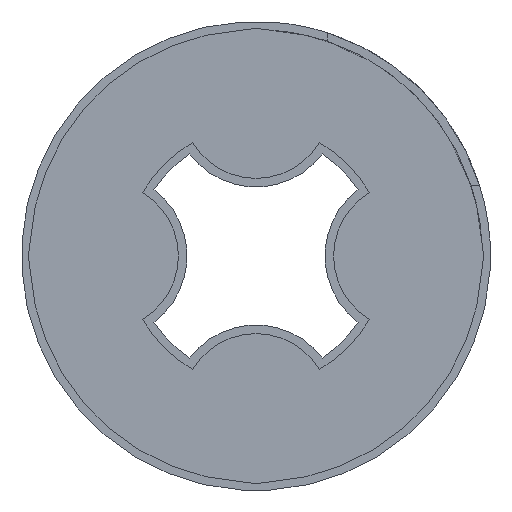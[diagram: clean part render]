
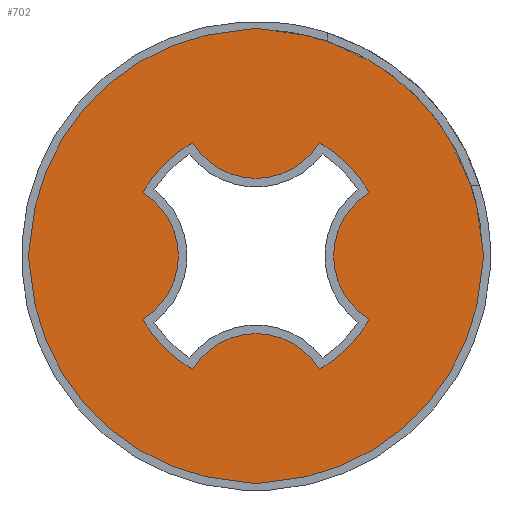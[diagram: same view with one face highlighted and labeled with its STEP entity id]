
A CAD part, front view. The second image highlights one B-rep face of the part: STEP entity #702.
In plain terms, the highlighted planar face has unit normal (0, -1, 0).
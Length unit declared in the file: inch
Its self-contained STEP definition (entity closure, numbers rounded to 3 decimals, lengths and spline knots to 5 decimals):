
#15=FACE_BOUND('',#158,.T.);
#62=CIRCLE('',#764,1.11571);
#63=CIRCLE('',#766,0.37);
#64=CIRCLE('',#768,1.11571);
#65=CIRCLE('',#770,0.37);
#66=CIRCLE('',#772,1.11571);
#67=CIRCLE('',#774,0.37);
#68=CIRCLE('',#776,1.11571);
#69=CIRCLE('',#778,0.37);
#70=CIRCLE('',#780,0.3675);
#71=CIRCLE('',#781,0.64);
#72=CIRCLE('',#782,0.3675);
#73=CIRCLE('',#783,0.64);
#74=CIRCLE('',#784,0.3675);
#75=CIRCLE('',#785,0.64);
#76=CIRCLE('',#786,0.3675);
#77=CIRCLE('',#787,0.64);
#118=FACE_OUTER_BOUND('',#157,.T.);
#157=EDGE_LOOP('',(#531,#532,#533,#534,#535,#536,#537,#538));
#158=EDGE_LOOP('',(#539,#540,#541,#542,#543,#544,#545,#546));
#307=VERTEX_POINT('',#1148);
#308=VERTEX_POINT('',#1150);
#309=VERTEX_POINT('',#1154);
#310=VERTEX_POINT('',#1158);
#311=VERTEX_POINT('',#1162);
#312=VERTEX_POINT('',#1166);
#313=VERTEX_POINT('',#1170);
#314=VERTEX_POINT('',#1174);
#315=VERTEX_POINT('',#1180);
#316=VERTEX_POINT('',#1181);
#317=VERTEX_POINT('',#1183);
#318=VERTEX_POINT('',#1185);
#319=VERTEX_POINT('',#1187);
#320=VERTEX_POINT('',#1189);
#321=VERTEX_POINT('',#1191);
#322=VERTEX_POINT('',#1193);
#384=EDGE_CURVE('',#308,#307,#62,.T.);
#386=EDGE_CURVE('',#309,#308,#63,.T.);
#388=EDGE_CURVE('',#310,#309,#64,.T.);
#390=EDGE_CURVE('',#311,#310,#65,.T.);
#392=EDGE_CURVE('',#312,#311,#66,.T.);
#394=EDGE_CURVE('',#313,#312,#67,.T.);
#396=EDGE_CURVE('',#314,#313,#68,.T.);
#398=EDGE_CURVE('',#307,#314,#69,.T.);
#399=EDGE_CURVE('',#315,#316,#70,.T.);
#400=EDGE_CURVE('',#316,#317,#71,.T.);
#401=EDGE_CURVE('',#317,#318,#72,.T.);
#402=EDGE_CURVE('',#318,#319,#73,.T.);
#403=EDGE_CURVE('',#319,#320,#74,.T.);
#404=EDGE_CURVE('',#320,#321,#75,.T.);
#405=EDGE_CURVE('',#321,#322,#76,.T.);
#406=EDGE_CURVE('',#322,#315,#77,.T.);
#531=ORIENTED_EDGE('',*,*,#384,.T.);
#532=ORIENTED_EDGE('',*,*,#398,.T.);
#533=ORIENTED_EDGE('',*,*,#396,.T.);
#534=ORIENTED_EDGE('',*,*,#394,.T.);
#535=ORIENTED_EDGE('',*,*,#392,.T.);
#536=ORIENTED_EDGE('',*,*,#390,.T.);
#537=ORIENTED_EDGE('',*,*,#388,.T.);
#538=ORIENTED_EDGE('',*,*,#386,.T.);
#539=ORIENTED_EDGE('',*,*,#399,.T.);
#540=ORIENTED_EDGE('',*,*,#400,.T.);
#541=ORIENTED_EDGE('',*,*,#401,.T.);
#542=ORIENTED_EDGE('',*,*,#402,.T.);
#543=ORIENTED_EDGE('',*,*,#403,.T.);
#544=ORIENTED_EDGE('',*,*,#404,.T.);
#545=ORIENTED_EDGE('',*,*,#405,.T.);
#546=ORIENTED_EDGE('',*,*,#406,.T.);
#683=PLANE('',#779);
#702=ADVANCED_FACE('',(#118,#15),#683,.F.);
#764=AXIS2_PLACEMENT_3D('',#1151,#899,#900);
#766=AXIS2_PLACEMENT_3D('',#1155,#904,#905);
#768=AXIS2_PLACEMENT_3D('',#1159,#909,#910);
#770=AXIS2_PLACEMENT_3D('',#1163,#914,#915);
#772=AXIS2_PLACEMENT_3D('',#1167,#919,#920);
#774=AXIS2_PLACEMENT_3D('',#1171,#924,#925);
#776=AXIS2_PLACEMENT_3D('',#1175,#929,#930);
#778=AXIS2_PLACEMENT_3D('',#1178,#934,#935);
#779=AXIS2_PLACEMENT_3D('',#1179,#936,#937);
#780=AXIS2_PLACEMENT_3D('',#1182,#938,#939);
#781=AXIS2_PLACEMENT_3D('',#1184,#940,#941);
#782=AXIS2_PLACEMENT_3D('',#1186,#942,#943);
#783=AXIS2_PLACEMENT_3D('',#1188,#944,#945);
#784=AXIS2_PLACEMENT_3D('',#1190,#946,#947);
#785=AXIS2_PLACEMENT_3D('',#1192,#948,#949);
#786=AXIS2_PLACEMENT_3D('',#1194,#950,#951);
#787=AXIS2_PLACEMENT_3D('',#1195,#952,#953);
#899=DIRECTION('center_axis',(0.,-1.,0.));
#900=DIRECTION('ref_axis',(-0.998,0.,0.061));
#904=DIRECTION('center_axis',(0.,-1.,0.));
#905=DIRECTION('ref_axis',(-0.185,0.,0.983));
#909=DIRECTION('center_axis',(0.,-1.,0.));
#910=DIRECTION('ref_axis',(0.061,0.,0.998));
#914=DIRECTION('center_axis',(0.,-1.,0.));
#915=DIRECTION('ref_axis',(0.983,0.,0.185));
#919=DIRECTION('center_axis',(0.,-1.,0.));
#920=DIRECTION('ref_axis',(0.998,0.,-0.061));
#924=DIRECTION('center_axis',(0.,-1.,0.));
#925=DIRECTION('ref_axis',(0.185,0.,-0.983));
#929=DIRECTION('center_axis',(0.,-1.,0.));
#930=DIRECTION('ref_axis',(-0.061,0.,-0.998));
#934=DIRECTION('center_axis',(0.,-1.,0.));
#935=DIRECTION('ref_axis',(-0.983,0.,-0.185));
#936=DIRECTION('center_axis',(0.,1.,0.));
#937=DIRECTION('ref_axis',(-1.,0.,0.));
#938=DIRECTION('center_axis',(0.,-1.,0.));
#939=DIRECTION('ref_axis',(1.,0.,0.));
#940=DIRECTION('center_axis',(0.,1.,0.));
#941=DIRECTION('ref_axis',(1.,0.,0.));
#942=DIRECTION('center_axis',(0.,-1.,0.));
#943=DIRECTION('ref_axis',(1.,0.,0.));
#944=DIRECTION('center_axis',(0.,1.,0.));
#945=DIRECTION('ref_axis',(1.,0.,0.));
#946=DIRECTION('center_axis',(0.,-1.,0.));
#947=DIRECTION('ref_axis',(1.,0.,0.));
#948=DIRECTION('center_axis',(0.,1.,0.));
#949=DIRECTION('ref_axis',(1.,0.,0.));
#950=DIRECTION('center_axis',(0.,-1.,0.));
#951=DIRECTION('ref_axis',(1.,0.,0.));
#952=DIRECTION('center_axis',(0.,1.,0.));
#953=DIRECTION('ref_axis',(1.,0.,0.));
#1148=CARTESIAN_POINT('',(-1.1136,0.35,0.0685));
#1150=CARTESIAN_POINT('',(-0.0685,0.35,1.1136));
#1151=CARTESIAN_POINT('Origin',(0.,0.35,0.));
#1154=CARTESIAN_POINT('',(0.0685,0.35,1.1136));
#1155=CARTESIAN_POINT('Origin',(0.,0.35,0.75));
#1158=CARTESIAN_POINT('',(1.1136,0.35,0.0685));
#1159=CARTESIAN_POINT('Origin',(0.,0.35,0.));
#1162=CARTESIAN_POINT('',(1.1136,0.35,-0.0685));
#1163=CARTESIAN_POINT('Origin',(0.75,0.35,0.));
#1166=CARTESIAN_POINT('',(0.0685,0.35,-1.1136));
#1167=CARTESIAN_POINT('Origin',(0.,0.35,0.));
#1170=CARTESIAN_POINT('',(-0.0685,0.35,-1.1136));
#1171=CARTESIAN_POINT('Origin',(0.,0.35,-0.75));
#1174=CARTESIAN_POINT('',(-1.1136,0.35,-0.0685));
#1175=CARTESIAN_POINT('Origin',(0.,0.35,0.));
#1178=CARTESIAN_POINT('Origin',(-0.75,0.35,0.));
#1179=CARTESIAN_POINT('Origin',(0.,0.35,0.));
#1180=CARTESIAN_POINT('',(0.55803,0.35,0.31337));
#1181=CARTESIAN_POINT('',(0.55803,0.35,-0.31337));
#1182=CARTESIAN_POINT('Origin',(0.75,0.35,0.));
#1183=CARTESIAN_POINT('',(0.31337,0.35,-0.55803));
#1184=CARTESIAN_POINT('Origin',(0.,0.35,0.));
#1185=CARTESIAN_POINT('',(-0.31337,0.35,-0.55803));
#1186=CARTESIAN_POINT('Origin',(0.,0.35,-0.75));
#1187=CARTESIAN_POINT('',(-0.55803,0.35,-0.31337));
#1188=CARTESIAN_POINT('Origin',(0.,0.35,0.));
#1189=CARTESIAN_POINT('',(-0.55803,0.35,0.31337));
#1190=CARTESIAN_POINT('Origin',(-0.75,0.35,0.));
#1191=CARTESIAN_POINT('',(-0.31337,0.35,0.55803));
#1192=CARTESIAN_POINT('Origin',(0.,0.35,0.));
#1193=CARTESIAN_POINT('',(0.31337,0.35,0.55803));
#1194=CARTESIAN_POINT('Origin',(0.,0.35,0.75));
#1195=CARTESIAN_POINT('Origin',(0.,0.35,0.));
